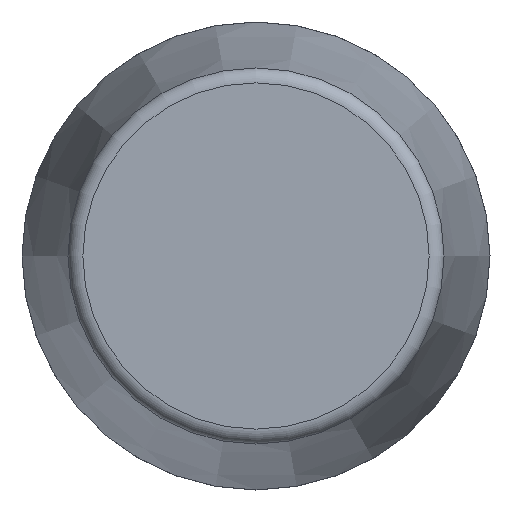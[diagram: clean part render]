
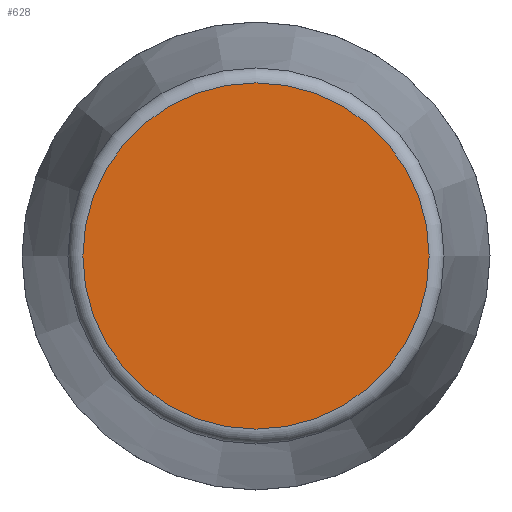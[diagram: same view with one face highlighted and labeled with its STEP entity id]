
A CAD part, front view. The second image highlights one B-rep face of the part: STEP entity #628.
In plain terms, the highlighted planar face has unit normal (0, -1, 0).
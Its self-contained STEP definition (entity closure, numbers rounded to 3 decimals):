
#79=PLANE('',#826);
#115=FACE_OUTER_BOUND('',#156,.T.);
#156=EDGE_LOOP('',(#515,#516));
#252=CIRCLE('',#814,5.758);
#253=CIRCLE('',#815,5.758);
#304=VERTEX_POINT('',#1174);
#305=VERTEX_POINT('',#1176);
#374=EDGE_CURVE('',#304,#305,#252,.T.);
#375=EDGE_CURVE('',#305,#304,#253,.T.);
#515=ORIENTED_EDGE('',*,*,#375,.F.);
#516=ORIENTED_EDGE('',*,*,#374,.F.);
#628=ADVANCED_FACE('',(#115),#79,.T.);
#814=AXIS2_PLACEMENT_3D('',#1177,#969,#970);
#815=AXIS2_PLACEMENT_3D('',#1178,#971,#972);
#826=AXIS2_PLACEMENT_3D('',#1195,#994,#995);
#969=DIRECTION('center_axis',(0.,1.,0.));
#970=DIRECTION('ref_axis',(1.,0.,0.));
#971=DIRECTION('center_axis',(0.,1.,0.));
#972=DIRECTION('ref_axis',(1.,0.,0.));
#994=DIRECTION('center_axis',(0.,-1.,0.));
#995=DIRECTION('ref_axis',(0.,0.,-1.));
#1174=CARTESIAN_POINT('',(0.,0.,-5.758));
#1176=CARTESIAN_POINT('',(-5.758,0.,0.));
#1177=CARTESIAN_POINT('Origin',(0.,0.,0.));
#1178=CARTESIAN_POINT('Origin',(0.,0.,0.));
#1195=CARTESIAN_POINT('Origin',(-5.758,0.,
0.));
